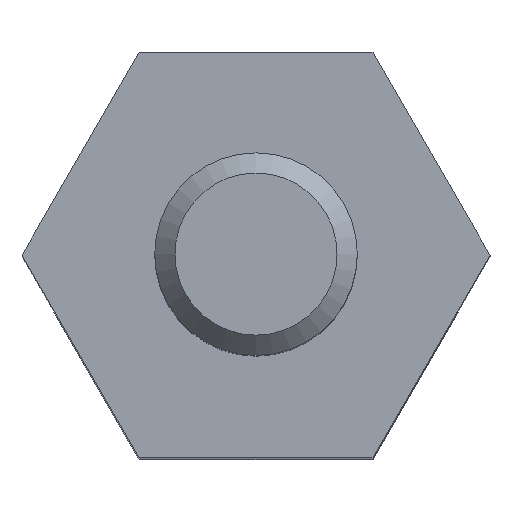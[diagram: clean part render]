
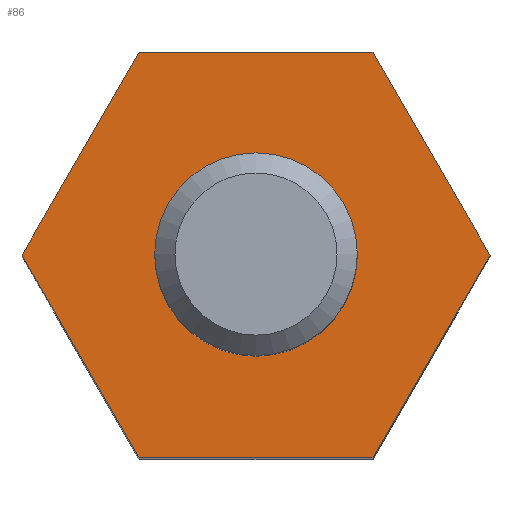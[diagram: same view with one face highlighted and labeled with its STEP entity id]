
A CAD part, top view. The second image highlights one B-rep face of the part: STEP entity #86.
In plain terms, the highlighted planar face has unit normal (0, 0, 1).
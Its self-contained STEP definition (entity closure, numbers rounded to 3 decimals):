
#86 = ADVANCED_FACE( '', ( #183, #184 ), #185, .T. );
#183 = FACE_BOUND( '', #281, .T. );
#184 = FACE_OUTER_BOUND( '', #282, .T. );
#185 = PLANE( '', #283 );
#281 = EDGE_LOOP( '', ( #434 ) );
#282 = EDGE_LOOP( '', ( #435, #436, #437, #438, #439, #440 ) );
#283 = AXIS2_PLACEMENT_3D( '', #441, #442, #443 );
#434 = ORIENTED_EDGE( '', *, *, #522, .T. );
#435 = ORIENTED_EDGE( '', *, *, #550, .T. );
#436 = ORIENTED_EDGE( '', *, *, #551, .T. );
#437 = ORIENTED_EDGE( '', *, *, #509, .T. );
#438 = ORIENTED_EDGE( '', *, *, #533, .T. );
#439 = ORIENTED_EDGE( '', *, *, #514, .T. );
#440 = ORIENTED_EDGE( '', *, *, #552, .T. );
#441 = CARTESIAN_POINT( '', ( 0., 0., 0. ) );
#442 = DIRECTION( '', ( 0., 0., 1. ) );
#443 = DIRECTION( '', ( 1., 0., 0. ) );
#509 = EDGE_CURVE( '', #580, #586, #588, .T. );
#514 = EDGE_CURVE( '', #590, #594, #596, .T. );
#522 = EDGE_CURVE( '', #607, #607, #608, .F. );
#533 = EDGE_CURVE( '', #586, #590, #624, .T. );
#550 = EDGE_CURVE( '', #644, #645, #646, .T. );
#551 = EDGE_CURVE( '', #645, #580, #647, .T. );
#552 = EDGE_CURVE( '', #594, #644, #648, .T. );
#580 = VERTEX_POINT( '', #680 );
#586 = VERTEX_POINT( '', #689 );
#588 = LINE( '', #692, #693 );
#590 = VERTEX_POINT( '', #695 );
#594 = VERTEX_POINT( '', #701 );
#596 = LINE( '', #704, #705 );
#607 = VERTEX_POINT( '', #717 );
#608 = CIRCLE( '', #718, 1.3 );
#624 = LINE( '', #735, #736 );
#644 = VERTEX_POINT( '', #757 );
#645 = VERTEX_POINT( '', #758 );
#646 = LINE( '', #759, #760 );
#647 = LINE( '', #761, #762 );
#648 = LINE( '', #763, #764 );
#680 = CARTESIAN_POINT( '', ( 3.464, 0., 0. ) );
#689 = CARTESIAN_POINT( '', ( 1.732, 3., 0. ) );
#692 = CARTESIAN_POINT( '', ( 3.464, 0., 0. ) );
#693 = VECTOR( '', #801, 1000. );
#695 = CARTESIAN_POINT( '', ( -1.732, 3., 0. ) );
#701 = CARTESIAN_POINT( '', ( -3.464, 0., 0. ) );
#704 = CARTESIAN_POINT( '', ( -1.732, 3., 0. ) );
#705 = VECTOR( '', #805, 1000. );
#717 = CARTESIAN_POINT( '', ( 1.3, 0., 0. ) );
#718 = AXIS2_PLACEMENT_3D( '', #816, #817, #818 );
#735 = CARTESIAN_POINT( '', ( 1.732, 3., 0. ) );
#736 = VECTOR( '', #835, 1000. );
#757 = CARTESIAN_POINT( '', ( -1.732, -3., 0. ) );
#758 = CARTESIAN_POINT( '', ( 1.732, -3., 0. ) );
#759 = CARTESIAN_POINT( '', ( -1.732, -3., 0. ) );
#760 = VECTOR( '', #855, 1000. );
#761 = CARTESIAN_POINT( '', ( 1.732, -3., 0. ) );
#762 = VECTOR( '', #856, 1000. );
#763 = CARTESIAN_POINT( '', ( -3.464, 0., 0. ) );
#764 = VECTOR( '', #857, 1000. );
#801 = DIRECTION( '', ( -0.5, 0.866, 0. ) );
#805 = DIRECTION( '', ( -0.5, -0.866, 0. ) );
#816 = CARTESIAN_POINT( '', ( 0., 0., 0. ) );
#817 = DIRECTION( '', ( 0., 0., 1. ) );
#818 = DIRECTION( '', ( 1., 0., 0. ) );
#835 = DIRECTION( '', ( -1., 0., 0. ) );
#855 = DIRECTION( '', ( 1., 0., 0. ) );
#856 = DIRECTION( '', ( 0.5, 0.866, 0. ) );
#857 = DIRECTION( '', ( 0.5, -0.866, 0. ) );
